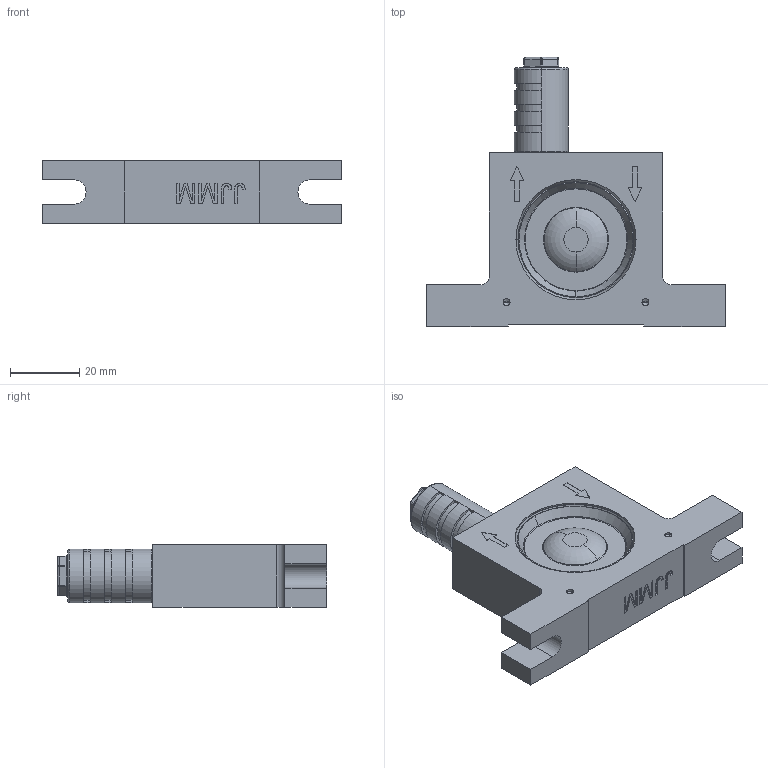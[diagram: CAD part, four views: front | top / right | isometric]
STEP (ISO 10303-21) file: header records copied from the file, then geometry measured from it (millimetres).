
FILE_DESCRIPTION (( 'STEP AP214' ), '1' );
FILE_NAME ('NCB 2 Kugelvibrator #01802000.STEP', '2022-07-06T08:31:29', ( '' ), ( '' ), 'SwSTEP 2.0', 'SolidWorks 2015', '' );
FILE_SCHEMA (( 'AUTOMOTIVE_DESIGN' ));
Length unit declared in the file: millimetre
Products named in the file (1): NCB 2 Kugelvibrator #01802000
Bounding box: 86 x 77.5 x 18 mm (x, y, z)
Volume: 50482.9 mm3; surface area: 15959.5 mm2
Topology: 3 solids, 3 shells, 222 faces, 529 edges, 317 vertices
Faces by surface type: plane 102, cylinder 49, cone 28, torus 23, bspline 12, sphere 8
Entity records: 7056 total; most frequent: CARTESIAN_POINT 1805, DIRECTION 1079, ORIENTED_EDGE 1034, EDGE_CURVE 517, AXIS2_PLACEMENT_3D 375, VECTOR 329, LINE 329, VERTEX_POINT 317
